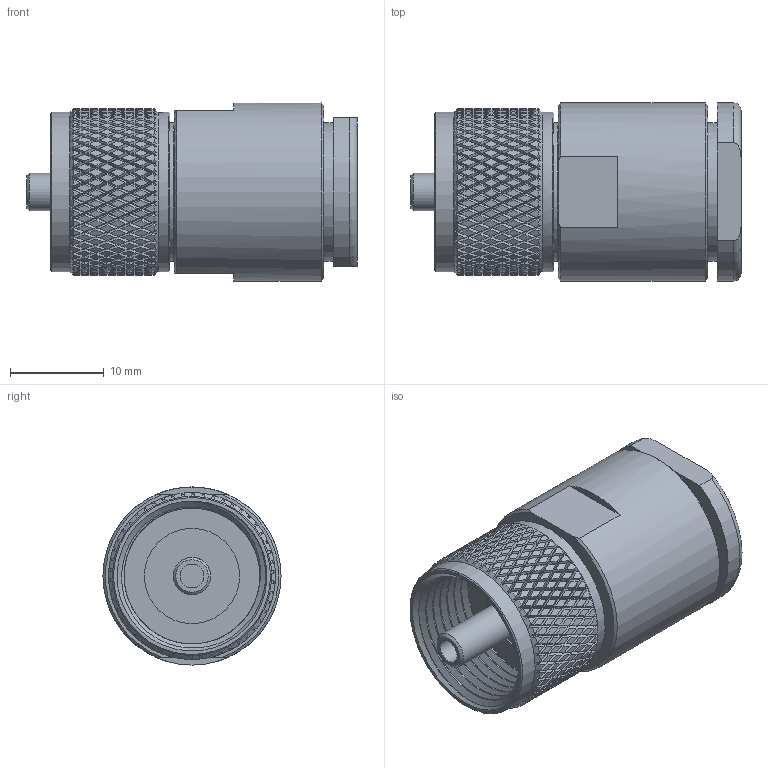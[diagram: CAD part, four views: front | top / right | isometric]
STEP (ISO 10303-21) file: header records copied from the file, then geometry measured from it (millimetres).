
FILE_DESCRIPTION (( 'STEP AP203' ), '1' );
FILE_NAME ('PE44050_3D.step', '2021-10-04T14:58:06', ( '' ), ( '' ), 'SwSTEP 2.0', 'SolidWorks 2021', '' );
FILE_SCHEMA (( 'CONFIG_CONTROL_DESIGN' ));
Length unit declared in the file: inch
Products named in the file (1): PE44050_3D
Bounding box: 35.2 x 19 x 19 mm (x, y, z)
Volume: 6024 mm3; surface area: 4363.4 mm2
Topology: 1 solids, 1 shells, 2250 faces, 4709 edges, 2471 vertices
Faces by surface type: bspline 1803, cylinder 413, plane 19, cone 13, torus 2
Full cylindrical faces by diameter (mm): 2.54 x1, 3.962 x1, 10.16 x1, 11.4 x1, 14.732 x1, 14.808 x1, 15.57 x1, 16.993 x2, 19 x1
Entity records: 91561 total; most frequent: CARTESIAN_POINT 63658, ORIENTED_EDGE 9356, EDGE_CURVE 4678, VERTEX_POINT 2461, EDGE_LOOP 2279, FACE_OUTER_BOUND 2259, ADVANCED_FACE 2249, B_SPLINE_CURVE_WITH_KNOTS 2116
